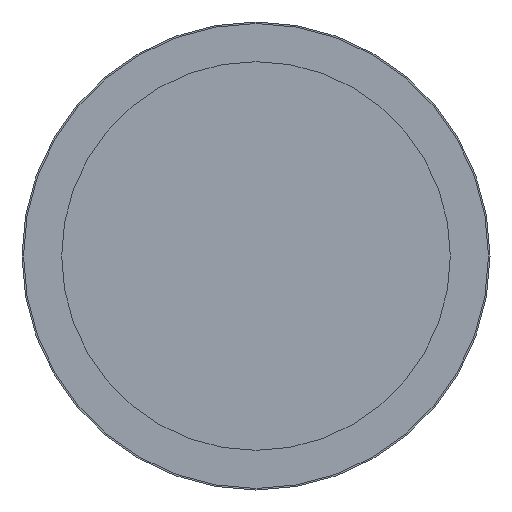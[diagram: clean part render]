
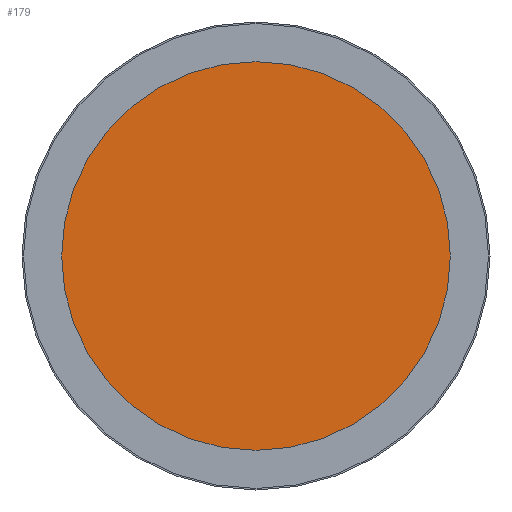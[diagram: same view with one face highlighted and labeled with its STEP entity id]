
A CAD part, front view. The second image highlights one B-rep face of the part: STEP entity #179.
In plain terms, the highlighted planar face has unit normal (0, -1, 0).
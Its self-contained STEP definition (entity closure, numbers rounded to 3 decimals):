
#2 = VERTEX_POINT ( 'NONE', #246 ) ;
#21 = AXIS2_PLACEMENT_3D ( 'NONE', #191, #187, #180 ) ;
#106 = DIRECTION ( 'NONE',  ( 0., 0., 1. ) ) ;
#111 = DIRECTION ( 'NONE',  ( 0., 1., 0. ) ) ;
#117 = CARTESIAN_POINT ( 'NONE',  ( 0., -10., 0. ) ) ;
#157 = VERTEX_POINT ( 'NONE', #447 ) ;
#179 = ADVANCED_FACE ( 'NONE', ( #328 ), #393, .F. ) ;
#180 = DIRECTION ( 'NONE',  ( 0., 0., 1. ) ) ;
#187 = DIRECTION ( 'NONE',  ( 0., 1., 0. ) ) ;
#191 = CARTESIAN_POINT ( 'NONE',  ( 0., -10., 0. ) ) ;
#205 = AXIS2_PLACEMENT_3D ( 'NONE', #397, #390, #387 ) ;
#246 = CARTESIAN_POINT ( 'NONE',  ( 0., -10., 25. ) ) ;
#254 = ORIENTED_EDGE ( 'NONE', *, *, #416, .F. ) ;
#261 = EDGE_LOOP ( 'NONE', ( #254, #270 ) ) ;
#265 = EDGE_CURVE ( 'NONE', #157, #2, #355, .T. ) ;
#270 = ORIENTED_EDGE ( 'NONE', *, *, #265, .F. ) ;
#320 = CIRCLE ( 'NONE', #464, 25. ) ;
#328 = FACE_OUTER_BOUND ( 'NONE', #261, .T. ) ;
#355 = CIRCLE ( 'NONE', #21, 25. ) ;
#387 = DIRECTION ( 'NONE',  ( 0., 0., 1. ) ) ;
#390 = DIRECTION ( 'NONE',  ( 0., 1., 0. ) ) ;
#393 = PLANE ( 'NONE',  #205 ) ;
#397 = CARTESIAN_POINT ( 'NONE',  ( 0., -10., 0. ) ) ;
#416 = EDGE_CURVE ( 'NONE', #2, #157, #320, .T. ) ;
#447 = CARTESIAN_POINT ( 'NONE',  ( 0., -10., -25. ) ) ;
#464 = AXIS2_PLACEMENT_3D ( 'NONE', #117, #111, #106 ) ;
